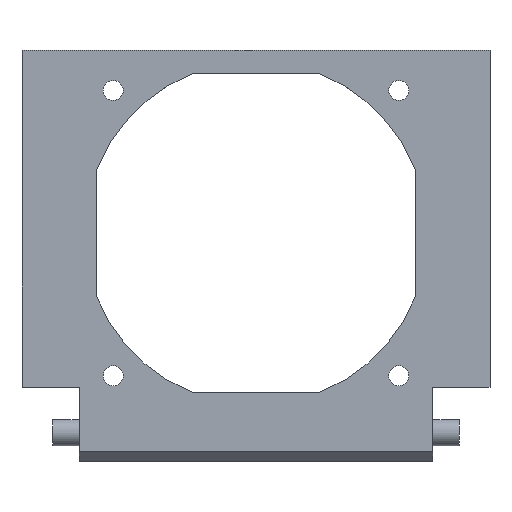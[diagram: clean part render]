
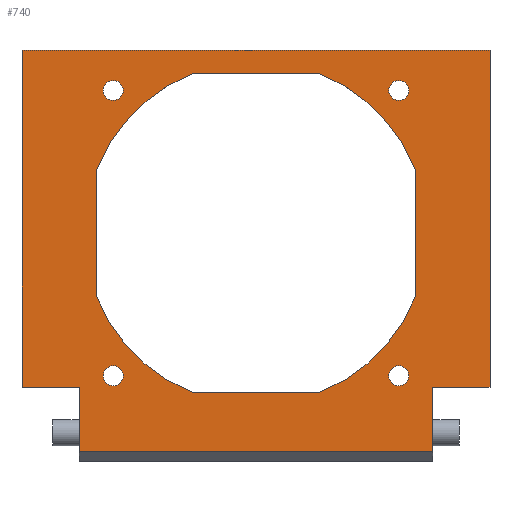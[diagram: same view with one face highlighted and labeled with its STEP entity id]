
A CAD part, top view. The second image highlights one B-rep face of the part: STEP entity #740.
In plain terms, the highlighted planar face has unit normal (0, 0, 1).
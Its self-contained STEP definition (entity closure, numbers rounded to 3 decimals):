
#22=FACE_BOUND('',#114,.T.);
#23=FACE_BOUND('',#115,.T.);
#24=FACE_BOUND('',#116,.T.);
#25=FACE_BOUND('',#117,.T.);
#26=FACE_BOUND('',#118,.T.);
#32=PLANE('',#815);
#65=FACE_OUTER_BOUND('',#113,.T.);
#113=EDGE_LOOP('',(#563,#564,#565,#566,#567,#568,#569,#570));
#114=EDGE_LOOP('',(#571));
#115=EDGE_LOOP('',(#572));
#116=EDGE_LOOP('',(#573));
#117=EDGE_LOOP('',(#574));
#118=EDGE_LOOP('',(#575,#576,#577,#578,#579,#580,#581,#582));
#174=LINE('',#1173,#247);
#175=LINE('',#1175,#248);
#176=LINE('',#1177,#249);
#177=LINE('',#1179,#250);
#178=LINE('',#1181,#251);
#179=LINE('',#1183,#252);
#180=LINE('',#1185,#253);
#181=LINE('',#1186,#254);
#182=LINE('',#1189,#255);
#183=LINE('',#1193,#256);
#184=LINE('',#1197,#257);
#185=LINE('',#1201,#258);
#247=VECTOR('',#947,1000.);
#248=VECTOR('',#948,1000.);
#249=VECTOR('',#949,1000.);
#250=VECTOR('',#950,1000.);
#251=VECTOR('',#951,1000.);
#252=VECTOR('',#952,1000.);
#253=VECTOR('',#953,1000.);
#254=VECTOR('',#954,1000.);
#255=VECTOR('',#955,1000.);
#256=VECTOR('',#958,1000.);
#257=VECTOR('',#961,1000.);
#258=VECTOR('',#964,1000.);
#305=CIRCLE('',#800,1.75);
#307=CIRCLE('',#803,1.75);
#309=CIRCLE('',#806,1.75);
#311=CIRCLE('',#809,1.75);
#316=CIRCLE('',#816,30.083);
#317=CIRCLE('',#817,30.083);
#318=CIRCLE('',#818,30.083);
#319=CIRCLE('',#819,30.083);
#337=VERTEX_POINT('',#1108);
#339=VERTEX_POINT('',#1114);
#341=VERTEX_POINT('',#1120);
#343=VERTEX_POINT('',#1126);
#364=VERTEX_POINT('',#1171);
#365=VERTEX_POINT('',#1172);
#366=VERTEX_POINT('',#1174);
#367=VERTEX_POINT('',#1176);
#368=VERTEX_POINT('',#1178);
#369=VERTEX_POINT('',#1180);
#370=VERTEX_POINT('',#1182);
#371=VERTEX_POINT('',#1184);
#372=VERTEX_POINT('',#1187);
#373=VERTEX_POINT('',#1188);
#374=VERTEX_POINT('',#1190);
#375=VERTEX_POINT('',#1192);
#376=VERTEX_POINT('',#1194);
#377=VERTEX_POINT('',#1196);
#378=VERTEX_POINT('',#1198);
#379=VERTEX_POINT('',#1200);
#412=EDGE_CURVE('',#337,#337,#305,.T.);
#415=EDGE_CURVE('',#339,#339,#307,.T.);
#418=EDGE_CURVE('',#341,#341,#309,.T.);
#421=EDGE_CURVE('',#343,#343,#311,.T.);
#442=EDGE_CURVE('',#364,#365,#174,.T.);
#443=EDGE_CURVE('',#364,#366,#175,.T.);
#444=EDGE_CURVE('',#367,#366,#176,.T.);
#445=EDGE_CURVE('',#368,#367,#177,.T.);
#446=EDGE_CURVE('',#369,#368,#178,.T.);
#447=EDGE_CURVE('',#370,#369,#179,.T.);
#448=EDGE_CURVE('',#370,#371,#180,.T.);
#449=EDGE_CURVE('',#365,#371,#181,.T.);
#450=EDGE_CURVE('',#372,#373,#182,.T.);
#451=EDGE_CURVE('',#374,#372,#316,.T.);
#452=EDGE_CURVE('',#375,#374,#183,.T.);
#453=EDGE_CURVE('',#376,#375,#317,.T.);
#454=EDGE_CURVE('',#376,#377,#184,.T.);
#455=EDGE_CURVE('',#378,#377,#318,.T.);
#456=EDGE_CURVE('',#379,#378,#185,.T.);
#457=EDGE_CURVE('',#373,#379,#319,.T.);
#563=ORIENTED_EDGE('',*,*,#442,.F.);
#564=ORIENTED_EDGE('',*,*,#443,.T.);
#565=ORIENTED_EDGE('',*,*,#444,.F.);
#566=ORIENTED_EDGE('',*,*,#445,.F.);
#567=ORIENTED_EDGE('',*,*,#446,.F.);
#568=ORIENTED_EDGE('',*,*,#447,.F.);
#569=ORIENTED_EDGE('',*,*,#448,.T.);
#570=ORIENTED_EDGE('',*,*,#449,.F.);
#571=ORIENTED_EDGE('',*,*,#418,.F.);
#572=ORIENTED_EDGE('',*,*,#415,.T.);
#573=ORIENTED_EDGE('',*,*,#412,.F.);
#574=ORIENTED_EDGE('',*,*,#421,.T.);
#575=ORIENTED_EDGE('',*,*,#450,.F.);
#576=ORIENTED_EDGE('',*,*,#451,.F.);
#577=ORIENTED_EDGE('',*,*,#452,.F.);
#578=ORIENTED_EDGE('',*,*,#453,.F.);
#579=ORIENTED_EDGE('',*,*,#454,.T.);
#580=ORIENTED_EDGE('',*,*,#455,.F.);
#581=ORIENTED_EDGE('',*,*,#456,.F.);
#582=ORIENTED_EDGE('',*,*,#457,.F.);
#740=ADVANCED_FACE('',(#65,#22,#23,#24,#25,#26),#32,.T.);
#800=AXIS2_PLACEMENT_3D('',#1110,#896,#897);
#803=AXIS2_PLACEMENT_3D('',#1116,#903,#904);
#806=AXIS2_PLACEMENT_3D('',#1122,#910,#911);
#809=AXIS2_PLACEMENT_3D('',#1128,#917,#918);
#815=AXIS2_PLACEMENT_3D('',#1170,#945,#946);
#816=AXIS2_PLACEMENT_3D('',#1191,#956,#957);
#817=AXIS2_PLACEMENT_3D('',#1195,#959,#960);
#818=AXIS2_PLACEMENT_3D('',#1199,#962,#963);
#819=AXIS2_PLACEMENT_3D('',#1202,#965,#966);
#896=DIRECTION('center_axis',(0.,0.,
1.));
#897=DIRECTION('ref_axis',(-1.,0.,0.));
#903=DIRECTION('center_axis',(0.,0.,
-1.));
#904=DIRECTION('ref_axis',(-1.,0.,0.));
#910=DIRECTION('center_axis',(0.,0.,
1.));
#911=DIRECTION('ref_axis',(-1.,0.,0.));
#917=DIRECTION('center_axis',(0.,0.,
-1.));
#918=DIRECTION('ref_axis',(-1.,0.,0.));
#945=DIRECTION('center_axis',(0.,0.,
1.));
#946=DIRECTION('ref_axis',(-1.,0.,0.));
#947=DIRECTION('',(0.,1.,0.));
#948=DIRECTION('',(1.,0.,0.));
#949=DIRECTION('',(0.,-1.,0.));
#950=DIRECTION('',(-1.,0.,0.));
#951=DIRECTION('',(0.,-1.,0.));
#952=DIRECTION('',(1.,0.,0.));
#953=DIRECTION('',(0.,-1.,0.));
#954=DIRECTION('',(-1.,0.,0.));
#955=DIRECTION('',(-1.,0.,0.));
#956=DIRECTION('center_axis',(0.,0.,
1.));
#957=DIRECTION('ref_axis',(-1.,0.,0.));
#958=DIRECTION('',(0.,1.,0.));
#959=DIRECTION('center_axis',(0.,0.,
1.));
#960=DIRECTION('ref_axis',(-1.,0.,0.));
#961=DIRECTION('',(-1.,0.,0.));
#962=DIRECTION('center_axis',(0.,0.,
1.));
#963=DIRECTION('ref_axis',(-1.,0.,0.));
#964=DIRECTION('',(0.,-1.,0.));
#965=DIRECTION('center_axis',(0.,0.,
1.));
#966=DIRECTION('ref_axis',(-1.,0.,0.));
#1108=CARTESIAN_POINT('',(-46.5,0.,3.));
#1110=CARTESIAN_POINT('Origin',(-48.25,0.,3.));
#1114=CARTESIAN_POINT('',(-46.5,-50.,3.));
#1116=CARTESIAN_POINT('Origin',(-48.25,-50.,3.));
#1120=CARTESIAN_POINT('',(3.5,-50.,3.));
#1122=CARTESIAN_POINT('Origin',(1.75,-50.,3.));
#1126=CARTESIAN_POINT('',(3.5,0.,3.));
#1128=CARTESIAN_POINT('Origin',(1.75,0.,3.));
#1170=CARTESIAN_POINT('Origin',(-64.25,7.,3.));
#1171=CARTESIAN_POINT('',(-54.25,-63.3,3.));
#1172=CARTESIAN_POINT('',(-54.25,-52.,3.));
#1173=CARTESIAN_POINT('',(-54.25,7.,3.));
#1174=CARTESIAN_POINT('',(7.75,-63.3,3.));
#1175=CARTESIAN_POINT('',(7.75,-63.3,3.));
#1176=CARTESIAN_POINT('',(7.75,-52.,3.));
#1177=CARTESIAN_POINT('',(7.75,7.,3.));
#1178=CARTESIAN_POINT('',(17.75,-52.,3.));
#1179=CARTESIAN_POINT('',(-64.25,-52.,3.));
#1180=CARTESIAN_POINT('',(17.75,7.,3.));
#1181=CARTESIAN_POINT('',(17.75,7.,3.));
#1182=CARTESIAN_POINT('',(-64.25,7.,3.));
#1183=CARTESIAN_POINT('',(-64.25,7.,3.));
#1184=CARTESIAN_POINT('',(-64.25,-52.,3.));
#1185=CARTESIAN_POINT('',(-64.25,7.,3.));
#1186=CARTESIAN_POINT('',(-64.25,-52.,3.));
#1187=CARTESIAN_POINT('',(-12.25,3.,3.));
#1188=CARTESIAN_POINT('',(-34.25,3.,3.));
#1189=CARTESIAN_POINT('',(-64.25,3.,3.));
#1190=CARTESIAN_POINT('',(4.75,-14.,3.));
#1191=CARTESIAN_POINT('Origin',(-23.25,-25.,3.));
#1192=CARTESIAN_POINT('',(4.75,-36.,3.));
#1193=CARTESIAN_POINT('',(4.75,7.,3.));
#1194=CARTESIAN_POINT('',(-12.25,-53.,3.));
#1195=CARTESIAN_POINT('Origin',(-23.25,-25.,3.));
#1196=CARTESIAN_POINT('',(-34.25,-53.,3.));
#1197=CARTESIAN_POINT('',(-64.25,-53.,3.));
#1198=CARTESIAN_POINT('',(-51.25,-36.,3.));
#1199=CARTESIAN_POINT('Origin',(-23.25,-25.,3.));
#1200=CARTESIAN_POINT('',(-51.25,-14.,3.));
#1201=CARTESIAN_POINT('',(-51.25,7.,3.));
#1202=CARTESIAN_POINT('Origin',(-23.25,-25.,3.));
